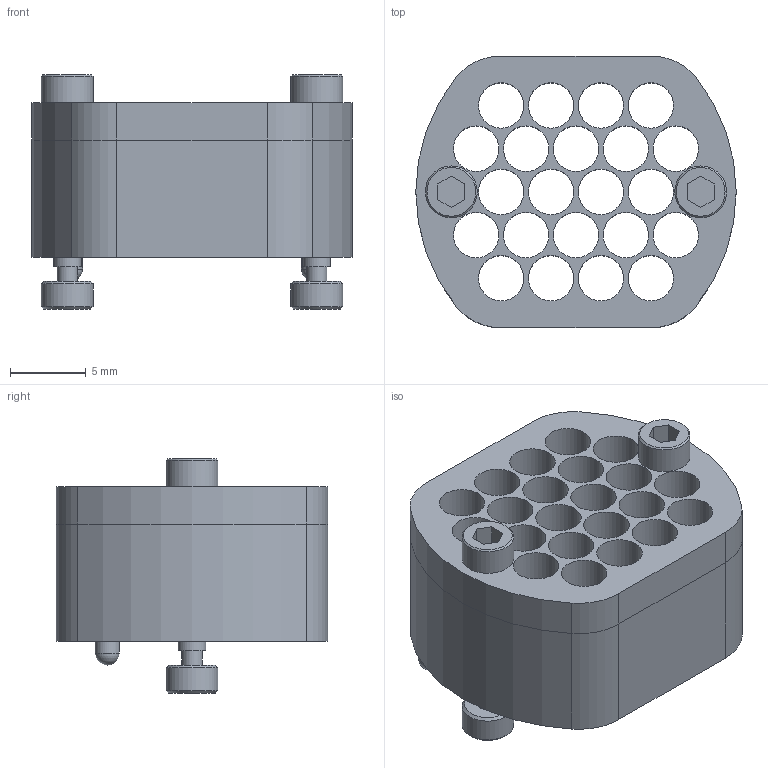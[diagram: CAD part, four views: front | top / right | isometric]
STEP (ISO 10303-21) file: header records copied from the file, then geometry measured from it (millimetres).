
FILE_DESCRIPTION(/* description */ (''),/* implementation_level */ '2;1');
FILE_NAME(/* name */ 'SAMTEC_BAR-J-22.stp',/* time_stamp */ '2017-09-27T15:58:47+02:00',/* author */ ('jchouvet'),/* organization */ (''),/* preprocessor_version */ 'ST-DEVELOPER v16.1',/* originating_system */ 'AutoCAD Mechanical',/* authorisation */ ' ');
FILE_SCHEMA (('AUTOMOTIVE_DESIGN { 1 0 10303 214 3 1 1 }'));
Length unit declared in the file: millimetre
Products named in the file (1): Product
Bounding box: 21.21 x 17.98 x 15.52 mm (x, y, z)
Volume: 1795.1 mm3; surface area: 4114.8 mm2
Topology: 8 solids, 8 shells, 152 faces, 386 edges, 256 vertices
Faces by surface type: cylinder 96, plane 48, cone 6, sphere 2
Full cylindrical faces by diameter (mm): 1.339 x2, 1.587 x2, 1.829 x2, 3.01 x48, 3.429 x4
Entity records: 4523 total; most frequent: DIRECTION 818, CARTESIAN_POINT 717, ORIENTED_EDGE 628, AXIS2_PLACEMENT_3D 351, EDGE_LOOP 320, EDGE_CURVE 314, VERTEX_POINT 250, CIRCLE 198
